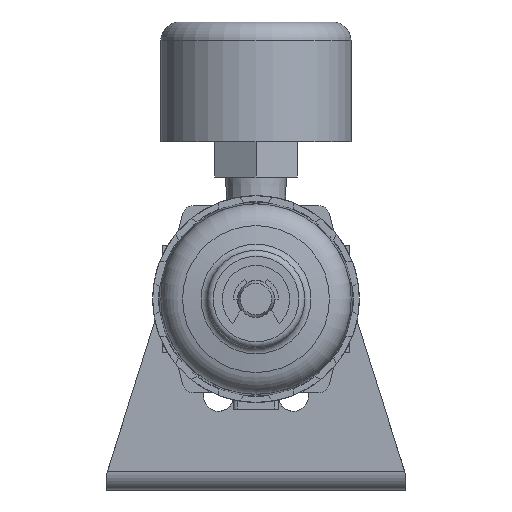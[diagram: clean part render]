
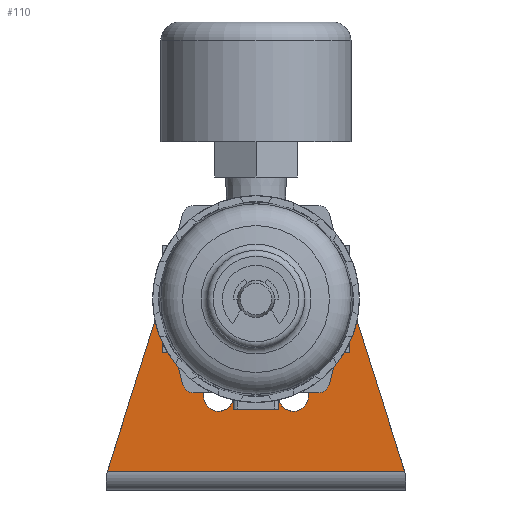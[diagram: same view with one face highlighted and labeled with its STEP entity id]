
A CAD part, front view. The second image highlights one B-rep face of the part: STEP entity #110.
In plain terms, the highlighted planar face has unit normal (0, -1, 0).
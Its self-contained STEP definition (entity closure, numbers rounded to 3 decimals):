
#110 = ADVANCED_FACE( '', ( #410 ), #411, .F. );
#410 = FACE_OUTER_BOUND( '', #975, .T. );
#411 = PLANE( '', #976 );
#975 = EDGE_LOOP( '', ( #1796, #1797, #1798, #1799, #1800, #1801, #1802, #1803, #1804, #1805, #1806, #1807 ) );
#976 = AXIS2_PLACEMENT_3D( '', #1808, #1809, #1810 );
#1796 = ORIENTED_EDGE( '', *, *, #3682, .F. );
#1797 = ORIENTED_EDGE( '', *, *, #3671, .F. );
#1798 = ORIENTED_EDGE( '', *, *, #3532, .F. );
#1799 = ORIENTED_EDGE( '', *, *, #3678, .T. );
#1800 = ORIENTED_EDGE( '', *, *, #3679, .T. );
#1801 = ORIENTED_EDGE( '', *, *, #3519, .F. );
#1802 = ORIENTED_EDGE( '', *, *, #3683, .T. );
#1803 = ORIENTED_EDGE( '', *, *, #3512, .T. );
#1804 = ORIENTED_EDGE( '', *, *, #3509, .T. );
#1805 = ORIENTED_EDGE( '', *, *, #3661, .T. );
#1806 = ORIENTED_EDGE( '', *, *, #3533, .F. );
#1807 = ORIENTED_EDGE( '', *, *, #3666, .F. );
#1808 = CARTESIAN_POINT( '', ( 0., 18., 0. ) );
#1809 = DIRECTION( '', ( 0., 1., 0. ) );
#1810 = DIRECTION( '', ( 0., 0., 1. ) );
#3509 = EDGE_CURVE( '', #4157, #4155, #4158, .T. );
#3512 = EDGE_CURVE( '', #4161, #4157, #4162, .T. );
#3519 = EDGE_CURVE( '', #4172, #4174, #4175, .T. );
#3532 = EDGE_CURVE( '', #4198, #4180, #4200, .T. );
#3533 = EDGE_CURVE( '', #4177, #4197, #4201, .T. );
#3661 = EDGE_CURVE( '', #4155, #4197, #4440, .T. );
#3666 = EDGE_CURVE( '', #4447, #4177, #4448, .T. );
#3671 = EDGE_CURVE( '', #4180, #4456, #4457, .T. );
#3678 = EDGE_CURVE( '', #4198, #4467, #4469, .T. );
#3679 = EDGE_CURVE( '', #4467, #4174, #4470, .T. );
#3682 = EDGE_CURVE( '', #4456, #4447, #4473, .T. );
#3683 = EDGE_CURVE( '', #4172, #4161, #4474, .T. );
#4155 = VERTEX_POINT( '', #5254 );
#4157 = VERTEX_POINT( '', #5257 );
#4158 = CIRCLE( '', #5258, 2. );
#4161 = VERTEX_POINT( '', #5262 );
#4162 = LINE( '', #5263, #5264 );
#4172 = VERTEX_POINT( '', #5279 );
#4174 = VERTEX_POINT( '', #5282 );
#4175 = LINE( '', #5283, #5284 );
#4177 = VERTEX_POINT( '', #5287 );
#4180 = VERTEX_POINT( '', #5291 );
#4197 = VERTEX_POINT( '', #5316 );
#4198 = VERTEX_POINT( '', #5317 );
#4200 = CIRCLE( '', #5319, 12.4 );
#4201 = CIRCLE( '', #5320, 12.4 );
#4440 = LINE( '', #5658, #5659 );
#4447 = VERTEX_POINT( '', #5669 );
#4448 = LINE( '', #5670, #5671 );
#4456 = VERTEX_POINT( '', #5681 );
#4457 = LINE( '', #5682, #5683 );
#4467 = VERTEX_POINT( '', #5696 );
#4469 = LINE( '', #5699, #5700 );
#4470 = CIRCLE( '', #5701, 2. );
#4473 = LINE( '', #5705, #5706 );
#4474 = LINE( '', #5707, #5708 );
#5254 = CARTESIAN_POINT( '', ( -7., 18., -13. ) );
#5257 = CARTESIAN_POINT( '', ( -3., 18., -13. ) );
#5258 = AXIS2_PLACEMENT_3D( '', #6792, #6793, #6794 );
#5262 = CARTESIAN_POINT( '', ( -3., 18., -14.7 ) );
#5263 = CARTESIAN_POINT( '', ( -3., 18., -14.7 ) );
#5264 = VECTOR( '', #6799, 1000. );
#5279 = CARTESIAN_POINT( '', ( 3., 18., -14.7 ) );
#5282 = CARTESIAN_POINT( '', ( 3., 18., -13. ) );
#5283 = CARTESIAN_POINT( '', ( 3., 18., -14.7 ) );
#5284 = VECTOR( '', #6806, 1000. );
#5287 = CARTESIAN_POINT( '', ( -12.384, 18., 0.632 ) );
#5291 = CARTESIAN_POINT( '', ( 12.384, 18., 0.632 ) );
#5316 = CARTESIAN_POINT( '', ( -7., 18., -10.235 ) );
#5317 = CARTESIAN_POINT( '', ( 7., 18., -10.235 ) );
#5319 = AXIS2_PLACEMENT_3D( '', #6826, #6827, #6828 );
#5320 = AXIS2_PLACEMENT_3D( '', #6829, #6830, #6831 );
#5658 = CARTESIAN_POINT( '', ( -7., 18., -13. ) );
#5659 = VECTOR( '', #7045, 1000. );
#5669 = CARTESIAN_POINT( '', ( -19.842, 18., -23. ) );
#5670 = CARTESIAN_POINT( '', ( -19.053, 18., -20.5 ) );
#5671 = VECTOR( '', #7052, 1000. );
#5681 = CARTESIAN_POINT( '', ( 19.842, 18., -23. ) );
#5682 = CARTESIAN_POINT( '', ( 11.444, 18., 3.612 ) );
#5683 = VECTOR( '', #7061, 1000. );
#5696 = CARTESIAN_POINT( '', ( 7., 18., -13. ) );
#5699 = CARTESIAN_POINT( '', ( 7., 18., -5.657 ) );
#5700 = VECTOR( '', #7072, 1000. );
#5701 = AXIS2_PLACEMENT_3D( '', #7073, #7074, #7075 );
#5705 = CARTESIAN_POINT( '', ( 20., 18., -23. ) );
#5706 = VECTOR( '', #7080, 1000. );
#5707 = CARTESIAN_POINT( '', ( 3., 18., -14.7 ) );
#5708 = VECTOR( '', #7081, 1000. );
#6792 = CARTESIAN_POINT( '', ( -5., 18., -13. ) );
#6793 = DIRECTION( '', ( 0., 1., 0. ) );
#6794 = DIRECTION( '', ( 1., 0., 0. ) );
#6799 = DIRECTION( '', ( 0., 0., 1. ) );
#6806 = DIRECTION( '', ( 0., 0., 1. ) );
#6826 = CARTESIAN_POINT( '', ( 0., 18., 0. ) );
#6827 = DIRECTION( '', ( 0., -1., 0. ) );
#6828 = DIRECTION( '', ( 0., 0., -1. ) );
#6829 = CARTESIAN_POINT( '', ( 0., 18., 0. ) );
#6830 = DIRECTION( '', ( 0., -1., 0. ) );
#6831 = DIRECTION( '', ( 0., 0., -1. ) );
#7045 = DIRECTION( '', ( 0., 0., 1. ) );
#7052 = DIRECTION( '', ( 0.301, 0., 0.954 ) );
#7061 = DIRECTION( '', ( 0.301, 0., -0.954 ) );
#7072 = DIRECTION( '', ( 0., 0., -1. ) );
#7073 = CARTESIAN_POINT( '', ( 5., 18., -13. ) );
#7074 = DIRECTION( '', ( 0., 1., 0. ) );
#7075 = DIRECTION( '', ( 1., 0., 0. ) );
#7080 = DIRECTION( '', ( -1., 0., 0. ) );
#7081 = DIRECTION( '', ( -1., 0., 0. ) );
